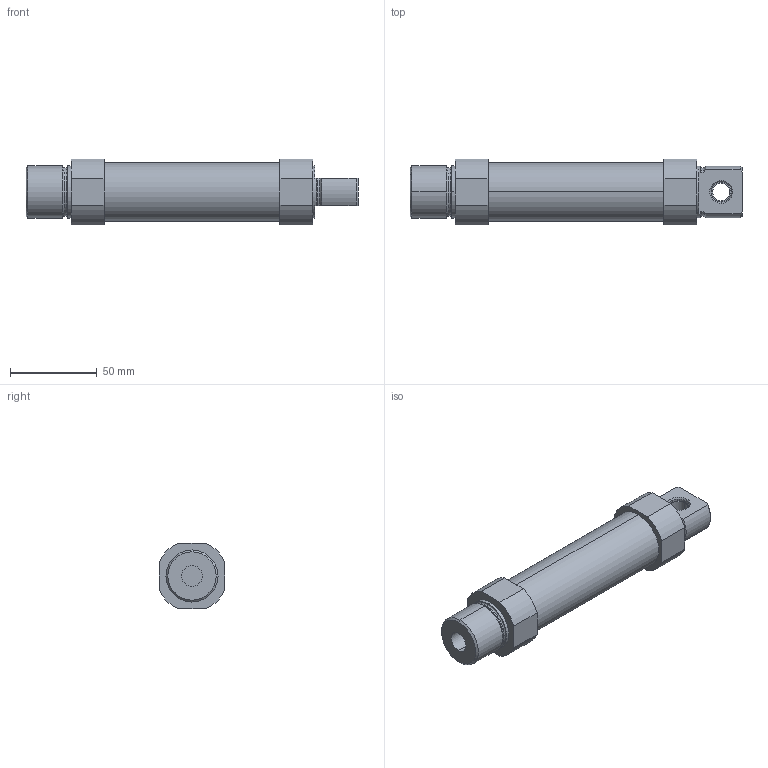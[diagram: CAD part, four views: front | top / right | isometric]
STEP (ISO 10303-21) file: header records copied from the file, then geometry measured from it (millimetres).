
FILE_DESCRIPTION (( 'STEP AP214' ), '1' );
FILE_NAME ('Piston_Body.STEP', '2025-01-31T14:51:49', ( '' ), ( '' ), 'SwSTEP 2.0', 'SolidWorks 2024', '' );
FILE_SCHEMA (( 'AUTOMOTIVE_DESIGN' ));
Length unit declared in the file: millimetre
Products named in the file (1): Piston_Body
Bounding box: 191.5 x 38 x 38 mm (x, y, z)
Volume: 96296.8 mm3; surface area: 35719.6 mm2
Topology: 1 solids, 1 shells, 91 faces, 212 edges, 134 vertices
Faces by surface type: cylinder 36, plane 27, cone 20, torus 8
Entity records: 2683 total; most frequent: CARTESIAN_POINT 512, DIRECTION 484, ORIENTED_EDGE 424, EDGE_CURVE 212, AXIS2_PLACEMENT_3D 196, VERTEX_POINT 134, EDGE_LOOP 104, CIRCLE 104
